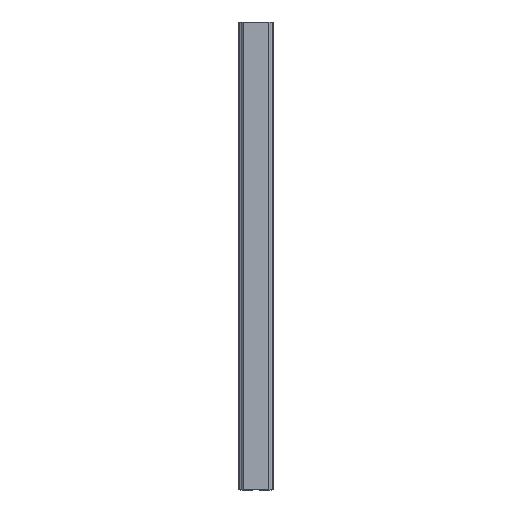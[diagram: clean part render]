
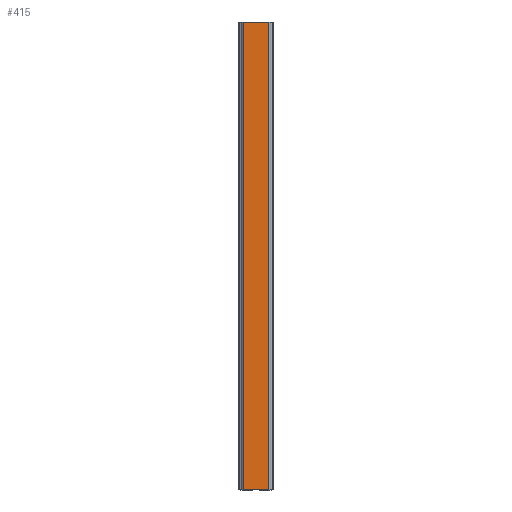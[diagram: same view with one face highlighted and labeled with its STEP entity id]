
A CAD part, top view. The second image highlights one B-rep face of the part: STEP entity #415.
In plain terms, the highlighted planar face has unit normal (0, 0, 1).
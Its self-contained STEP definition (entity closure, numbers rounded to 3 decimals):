
#415=ADVANCED_FACE('',(#851),#852,.T.);
#851=FACE_OUTER_BOUND('',#1301,.T.);
#852=PLANE('',#1302);
#1301=EDGE_LOOP('',(#2597,#2598,#2599,#2600));
#1302=AXIS2_PLACEMENT_3D('',#2601,#2602,#2603);
#2597=ORIENTED_EDGE('',*,*,#3162,.T.);
#2598=ORIENTED_EDGE('',*,*,#3305,.F.);
#2599=ORIENTED_EDGE('',*,*,#3026,.F.);
#2600=ORIENTED_EDGE('',*,*,#3303,.T.);
#2601=CARTESIAN_POINT('',(0.0,310.0,22.));
#2602=DIRECTION('',(0.0,0.0,1.0));
#2603=DIRECTION('',(-1.0,0.0,-0.0));
#3026=EDGE_CURVE('',#3730,#3732,#3733,.T.);
#3162=EDGE_CURVE('',#3959,#3957,#3960,.T.);
#3303=EDGE_CURVE('',#3730,#3959,#4140,.T.);
#3305=EDGE_CURVE('',#3732,#3957,#4142,.T.);
#3730=VERTEX_POINT('',#4711);
#3732=VERTEX_POINT('',#4714);
#3733=LINE('',#4715,#4716);
#3957=VERTEX_POINT('',#5028);
#3959=VERTEX_POINT('',#5031);
#3960=LINE('',#5032,#5033);
#4140=LINE('',#5265,#5266);
#4142=LINE('',#5268,#5269);
#4711=CARTESIAN_POINT('',(-8.3,310.0,22.));
#4714=CARTESIAN_POINT('',(8.3,310.0,22.));
#4715=CARTESIAN_POINT('',(-8.3,310.0,22.));
#4716=VECTOR('',#5604,1.0);
#5028=CARTESIAN_POINT('',(8.3,0.0,22.));
#5031=CARTESIAN_POINT('',(-8.3,0.0,22.));
#5032=CARTESIAN_POINT('',(-8.3,0.0,22.));
#5033=VECTOR('',#5760,1.0);
#5265=CARTESIAN_POINT('',(-8.3,310.0,22.));
#5266=VECTOR('',#5936,1.0);
#5268=CARTESIAN_POINT('',(8.3,310.0,22.));
#5269=VECTOR('',#5937,1.0);
#5604=DIRECTION('',(1.0,0.0,0.0));
#5760=DIRECTION('',(1.0,0.0,0.0));
#5936=DIRECTION('',(0.0,-1.0,0.0));
#5937=DIRECTION('',(0.0,-1.0,0.0));
